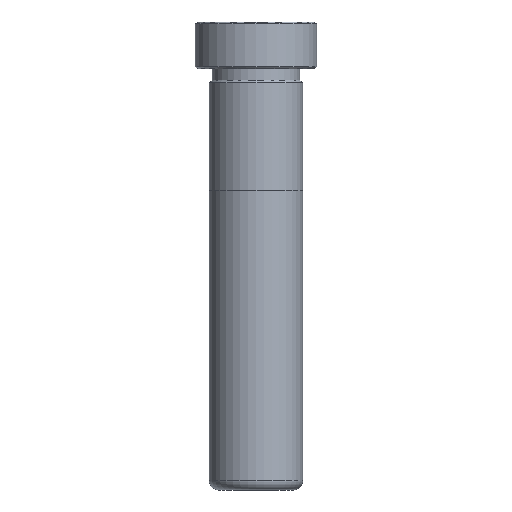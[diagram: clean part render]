
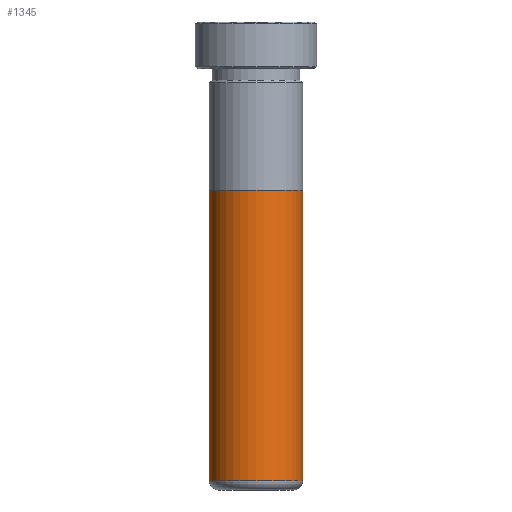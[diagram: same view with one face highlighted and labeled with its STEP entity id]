
A CAD part, front view. The second image highlights one B-rep face of the part: STEP entity #1345.
In plain terms, the highlighted cylindrical face has radius 4.995 mm (diameter 9.99 mm), a partial arc.
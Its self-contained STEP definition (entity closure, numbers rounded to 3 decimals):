
#29 = CARTESIAN_POINT ( 'NONE',  ( -4.995, 0., 45. ) ) ;
#128 = EDGE_CURVE ( 'NONE', #266, #1208, #1497, .T. ) ;
#146 = CARTESIAN_POINT ( 'NONE',  ( 0., 0., 1. ) ) ;
#186 = VECTOR ( 'NONE', #606, 1000. ) ;
#204 = CARTESIAN_POINT ( 'NONE',  ( 0., 0., 32. ) ) ;
#257 = LINE ( 'NONE', #29, #186 ) ;
#261 = DIRECTION ( 'NONE',  ( 1., 0., 0. ) ) ;
#266 = VERTEX_POINT ( 'NONE', #816 ) ;
#323 = DIRECTION ( 'NONE',  ( 1., 0., 0. ) ) ;
#368 = EDGE_CURVE ( 'NONE', #1110, #1067, #257, .T. ) ;
#391 = EDGE_CURVE ( 'NONE', #1067, #1208, #1090, .T. ) ;
#427 = DIRECTION ( 'NONE',  ( 0., 0., -1. ) ) ;
#456 = VECTOR ( 'NONE', #1245, 1000. ) ;
#496 = EDGE_LOOP ( 'NONE', ( #674, #675, #953, #548 ) ) ;
#548 = ORIENTED_EDGE ( 'NONE', *, *, #391, .T. ) ;
#606 = DIRECTION ( 'NONE',  ( 0., 0., -1. ) ) ;
#642 = CARTESIAN_POINT ( 'NONE',  ( 4.995, 0., 1. ) ) ;
#674 = ORIENTED_EDGE ( 'NONE', *, *, #128, .F. ) ;
#675 = ORIENTED_EDGE ( 'NONE', *, *, #1380, .F. ) ;
#780 = CYLINDRICAL_SURFACE ( 'NONE', #1260, 4.995 ) ;
#816 = CARTESIAN_POINT ( 'NONE',  ( 4.995, 0., 32. ) ) ;
#817 = FACE_OUTER_BOUND ( 'NONE', #496, .T. ) ;
#905 = DIRECTION ( 'NONE',  ( -1., 0., 0. ) ) ;
#953 = ORIENTED_EDGE ( 'NONE', *, *, #368, .T. ) ;
#968 = DIRECTION ( 'NONE',  ( 0., 0., 1. ) ) ;
#971 = AXIS2_PLACEMENT_3D ( 'NONE', #146, #968, #261 ) ;
#991 = CARTESIAN_POINT ( 'NONE',  ( -4.995, 0., 1. ) ) ;
#996 = CARTESIAN_POINT ( 'NONE',  ( -4.995, 0., 32. ) ) ;
#1003 = CARTESIAN_POINT ( 'NONE',  ( 4.995, 0., 45. ) ) ;
#1024 = CARTESIAN_POINT ( 'NONE',  ( 0., 0., 45. ) ) ;
#1038 = DIRECTION ( 'NONE',  ( 0., 0., 1. ) ) ;
#1061 = CIRCLE ( 'NONE', #1414, 4.995 ) ;
#1067 = VERTEX_POINT ( 'NONE', #991 ) ;
#1090 = CIRCLE ( 'NONE', #971, 4.995 ) ;
#1110 = VERTEX_POINT ( 'NONE', #996 ) ;
#1208 = VERTEX_POINT ( 'NONE', #642 ) ;
#1245 = DIRECTION ( 'NONE',  ( 0., 0., -1. ) ) ;
#1260 = AXIS2_PLACEMENT_3D ( 'NONE', #1024, #427, #905 ) ;
#1345 = ADVANCED_FACE ( 'NONE', ( #817 ), #780, .T. ) ;
#1380 = EDGE_CURVE ( 'NONE', #1110, #266, #1061, .T. ) ;
#1414 = AXIS2_PLACEMENT_3D ( 'NONE', #204, #1038, #323 ) ;
#1497 = LINE ( 'NONE', #1003, #456 ) ;
